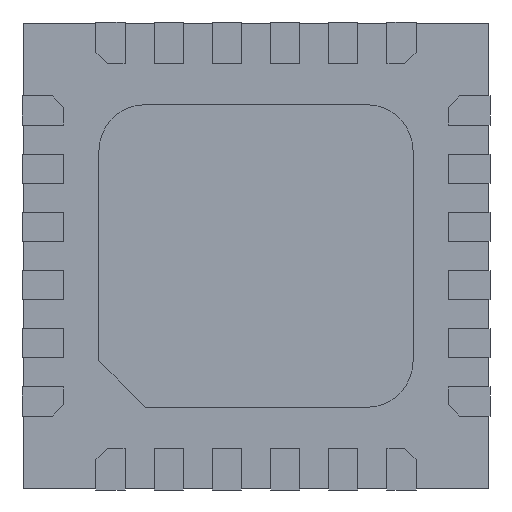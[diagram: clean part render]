
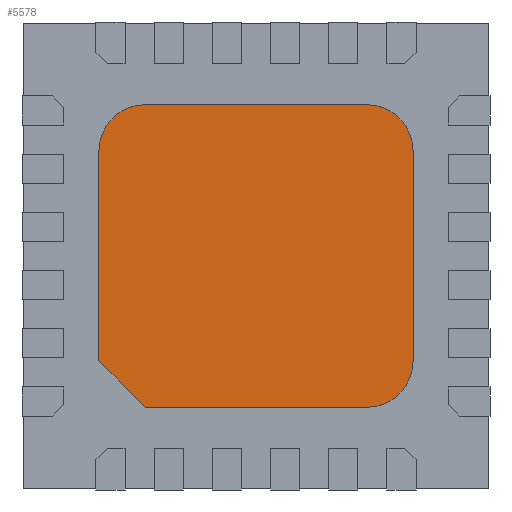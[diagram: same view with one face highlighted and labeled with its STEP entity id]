
A CAD part, front view. The second image highlights one B-rep face of the part: STEP entity #5578.
In plain terms, the highlighted planar face has unit normal (0, -1, 0).
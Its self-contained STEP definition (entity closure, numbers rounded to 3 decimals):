
#5388 = VERTEX_POINT('',#5389);
#5389 = CARTESIAN_POINT('',(-0.95,0.06,1.3));
#5395 = EDGE_CURVE('',#5388,#5396,#5398,.T.);
#5396 = VERTEX_POINT('',#5397);
#5397 = CARTESIAN_POINT('',(-1.35,0.06,0.9));
#5398 = CIRCLE('',#5399,0.4);
#5399 = AXIS2_PLACEMENT_3D('',#5400,#5401,#5402);
#5400 = CARTESIAN_POINT('',(-0.95,0.06,0.9));
#5401 = DIRECTION('',(0.,-1.,0.));
#5402 = DIRECTION('',(0.,0.,1.));
#5421 = EDGE_CURVE('',#5422,#5388,#5424,.T.);
#5422 = VERTEX_POINT('',#5423);
#5423 = CARTESIAN_POINT('',(0.95,0.06,1.3));
#5424 = LINE('',#5425,#5426);
#5425 = CARTESIAN_POINT('',(0.95,0.06,1.3));
#5426 = VECTOR('',#5427,1.);
#5427 = DIRECTION('',(-1.,0.,0.));
#5444 = VERTEX_POINT('',#5445);
#5445 = CARTESIAN_POINT('',(1.35,0.06,0.9));
#5451 = EDGE_CURVE('',#5444,#5422,#5452,.T.);
#5452 = CIRCLE('',#5453,0.4);
#5453 = AXIS2_PLACEMENT_3D('',#5454,#5455,#5456);
#5454 = CARTESIAN_POINT('',(0.95,0.06,0.9));
#5455 = DIRECTION('',(0.,-1.,0.));
#5456 = DIRECTION('',(-0.,0.,-1.));
#5470 = EDGE_CURVE('',#5471,#5444,#5473,.T.);
#5471 = VERTEX_POINT('',#5472);
#5472 = CARTESIAN_POINT('',(1.35,0.06,-0.9));
#5473 = LINE('',#5474,#5475);
#5474 = CARTESIAN_POINT('',(1.35,0.06,-0.9));
#5475 = VECTOR('',#5476,1.);
#5476 = DIRECTION('',(0.,0.,1.));
#5493 = VERTEX_POINT('',#5494);
#5494 = CARTESIAN_POINT('',(0.95,0.06,-1.3));
#5500 = EDGE_CURVE('',#5493,#5471,#5501,.T.);
#5501 = CIRCLE('',#5502,0.4);
#5502 = AXIS2_PLACEMENT_3D('',#5503,#5504,#5505);
#5503 = CARTESIAN_POINT('',(0.95,0.06,-0.9));
#5504 = DIRECTION('',(0.,-1.,0.));
#5505 = DIRECTION('',(0.,0.,1.));
#5519 = EDGE_CURVE('',#5520,#5493,#5522,.T.);
#5520 = VERTEX_POINT('',#5521);
#5521 = CARTESIAN_POINT('',(-0.95,0.06,-1.3));
#5522 = LINE('',#5523,#5524);
#5523 = CARTESIAN_POINT('',(0.95,0.06,-1.3));
#5524 = VECTOR('',#5525,1.);
#5525 = DIRECTION('',(1.,0.,-0.));
#5543 = EDGE_CURVE('',#5544,#5520,#5546,.T.);
#5544 = VERTEX_POINT('',#5545);
#5545 = CARTESIAN_POINT('',(-1.35,0.06,-0.9));
#5546 = LINE('',#5547,#5548);
#5547 = CARTESIAN_POINT('',(-0.95,0.06,-1.3));
#5548 = VECTOR('',#5549,1.);
#5549 = DIRECTION('',(0.707,0.,-0.707
    ));
#5567 = EDGE_CURVE('',#5396,#5544,#5568,.T.);
#5568 = LINE('',#5569,#5570);
#5569 = CARTESIAN_POINT('',(-1.35,0.06,-0.9));
#5570 = VECTOR('',#5571,1.);
#5571 = DIRECTION('',(0.,0.,-1.));
#5578 = ADVANCED_FACE('',(#5579),#5589,.T.);
#5579 = FACE_BOUND('',#5580,.T.);
#5580 = EDGE_LOOP('',(#5581,#5582,#5583,#5584,#5585,#5586,#5587,#5588));
#5581 = ORIENTED_EDGE('',*,*,#5395,.T.);
#5582 = ORIENTED_EDGE('',*,*,#5567,.T.);
#5583 = ORIENTED_EDGE('',*,*,#5543,.T.);
#5584 = ORIENTED_EDGE('',*,*,#5519,.T.);
#5585 = ORIENTED_EDGE('',*,*,#5500,.T.);
#5586 = ORIENTED_EDGE('',*,*,#5470,.T.);
#5587 = ORIENTED_EDGE('',*,*,#5451,.T.);
#5588 = ORIENTED_EDGE('',*,*,#5421,.T.);
#5589 = PLANE('',#5590);
#5590 = AXIS2_PLACEMENT_3D('',#5591,#5592,#5593);
#5591 = CARTESIAN_POINT('',(-0.95,0.06,0.9));
#5592 = DIRECTION('',(0.,-1.,0.));
#5593 = DIRECTION('',(0.,0.,1.));
